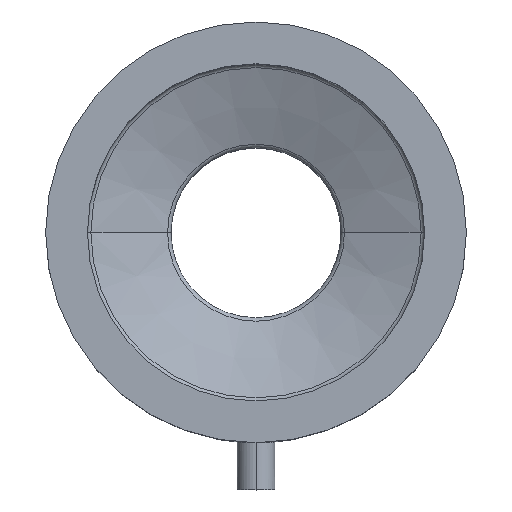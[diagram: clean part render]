
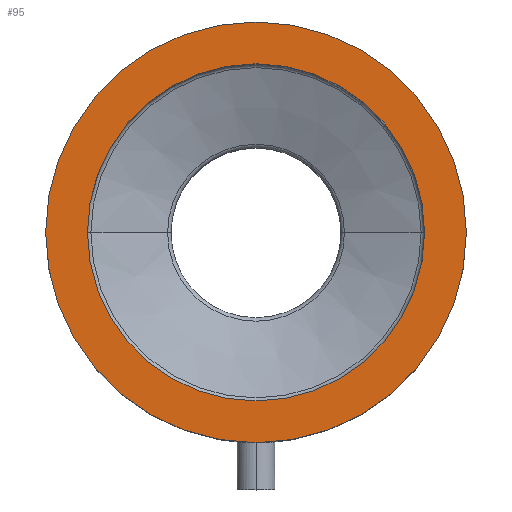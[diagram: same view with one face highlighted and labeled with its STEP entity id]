
A CAD part, top view. The second image highlights one B-rep face of the part: STEP entity #95.
In plain terms, the highlighted planar face has unit normal (0, 0, 1).
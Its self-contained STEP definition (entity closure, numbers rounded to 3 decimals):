
#22 = CARTESIAN_POINT ( 'NONE',  ( -62.5, 0., 80.945 ) ) ;
#27 = AXIS2_PLACEMENT_3D ( 'NONE', #48, #263, #249 ) ;
#48 = CARTESIAN_POINT ( 'NONE',  ( 0., 0., 80.945 ) ) ;
#95 = ADVANCED_FACE ( 'NONE', ( #243, #1000 ), #1120, .T. ) ;
#106 = ORIENTED_EDGE ( 'NONE', *, *, #1006, .T. ) ;
#108 = AXIS2_PLACEMENT_3D ( 'NONE', #1102, #136, #627 ) ;
#117 = EDGE_CURVE ( 'NONE', #872, #780, #1216, .T. ) ;
#124 = DIRECTION ( 'NONE',  ( 0., 0., 1. ) ) ;
#131 = DIRECTION ( 'NONE',  ( 1., 0., 0. ) ) ;
#136 = DIRECTION ( 'NONE',  ( 0., 0., -1. ) ) ;
#243 = FACE_BOUND ( 'NONE', #901, .T. ) ;
#249 = DIRECTION ( 'NONE',  ( -1., 0., 0. ) ) ;
#263 = DIRECTION ( 'NONE',  ( 0., 0., -1. ) ) ;
#272 = EDGE_CURVE ( 'NONE', #654, #328, #568, .T. ) ;
#294 = ORIENTED_EDGE ( 'NONE', *, *, #307, .F. ) ;
#307 = EDGE_CURVE ( 'NONE', #780, #872, #845, .T. ) ;
#308 = CARTESIAN_POINT ( 'NONE',  ( -62.5, 0., 80.945 ) ) ;
#328 = VERTEX_POINT ( 'NONE', #930 ) ;
#339 = AXIS2_PLACEMENT_3D ( 'NONE', #468, #753, #478 ) ;
#468 = CARTESIAN_POINT ( 'NONE',  ( 0., 0., 80.945 ) ) ;
#478 = DIRECTION ( 'NONE',  ( -1., 0., 0. ) ) ;
#568 = CIRCLE ( 'NONE', #886, 62.5 ) ;
#627 = DIRECTION ( 'NONE',  ( -1., 0., 0. ) ) ;
#654 = VERTEX_POINT ( 'NONE', #308 ) ;
#683 = EDGE_LOOP ( 'NONE', ( #294, #775 ) ) ;
#742 = DIRECTION ( 'NONE',  ( 0., 0., -1. ) ) ;
#749 = CARTESIAN_POINT ( 'NONE',  ( 0., 0., 80.945 ) ) ;
#753 = DIRECTION ( 'NONE',  ( 0., 0., -1. ) ) ;
#775 = ORIENTED_EDGE ( 'NONE', *, *, #117, .F. ) ;
#780 = VERTEX_POINT ( 'NONE', #1184 ) ;
#842 = ORIENTED_EDGE ( 'NONE', *, *, #272, .T. ) ;
#845 = CIRCLE ( 'NONE', #27, 78. ) ;
#866 = AXIS2_PLACEMENT_3D ( 'NONE', #22, #124, #131 ) ;
#872 = VERTEX_POINT ( 'NONE', #884 ) ;
#884 = CARTESIAN_POINT ( 'NONE',  ( 78., 0., 80.945 ) ) ;
#886 = AXIS2_PLACEMENT_3D ( 'NONE', #749, #742, #1233 ) ;
#901 = EDGE_LOOP ( 'NONE', ( #842, #106 ) ) ;
#930 = CARTESIAN_POINT ( 'NONE',  ( 62.5, 0., 80.945 ) ) ;
#1000 = FACE_OUTER_BOUND ( 'NONE', #683, .T. ) ;
#1006 = EDGE_CURVE ( 'NONE', #328, #654, #1263, .T. ) ;
#1102 = CARTESIAN_POINT ( 'NONE',  ( 0., 0., 80.945 ) ) ;
#1120 = PLANE ( 'NONE',  #866 ) ;
#1184 = CARTESIAN_POINT ( 'NONE',  ( -78., 0., 80.945 ) ) ;
#1216 = CIRCLE ( 'NONE', #108, 78. ) ;
#1233 = DIRECTION ( 'NONE',  ( -1., 0., 0. ) ) ;
#1263 = CIRCLE ( 'NONE', #339, 62.5 ) ;
